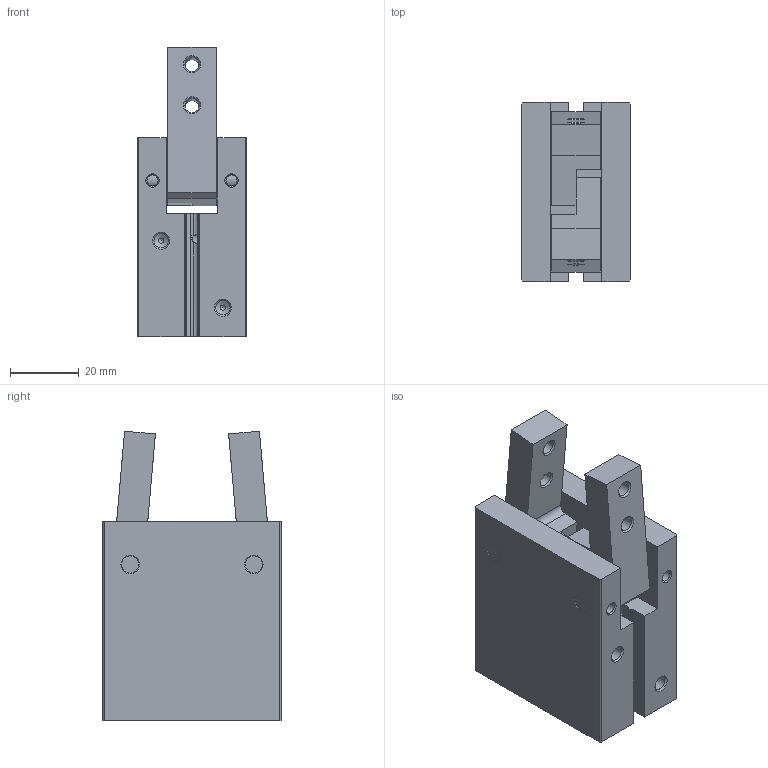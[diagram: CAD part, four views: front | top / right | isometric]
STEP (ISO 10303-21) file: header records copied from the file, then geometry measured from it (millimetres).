
FILE_DESCRIPTION( ( 'STEP AP203' ), ' ' );
FILE_NAME( 'MCHA-25_(-10).stp', '2016-02-18T09:12:46', ( '' ), ( '' ), ' ', 'PARTsolutions', ' ' );
FILE_SCHEMA( ( 'CONFIG_CONTROL_DESIGN' ) );
Length unit declared in the file: millimetre
Products named in the file (3): MCHA-25_(-10); _MCHA-25--_(b); _MCHA-25--_(g)
Assembly tree (3 placements, depth 2):
  MCHA-25_(-10)
    _MCHA-25--_(b)
    _MCHA-25--_(g)  x2
Bounding box: 32 x 52 x 84.29 mm (x, y, z)
Volume: 86701.2 mm3; surface area: 24927.3 mm2
Topology: 3 solids, 3 shells, 154 faces, 397 edges, 256 vertices
Faces by surface type: plane 75, cylinder 45, cone 34
Full cylindrical faces by diameter (mm): 1.5 x2, 3.242 x4, 4.134 x6, 4.917 x6, 5 x8, 27 x1
Entity records: 3960 total; most frequent: CARTESIAN_POINT 859, DIRECTION 624, ORIENTED_EDGE 540, EDGE_CURVE 270, AXIS2_PLACEMENT_3D 229, VERTEX_POINT 208, EDGE_LOOP 204, LINE 166
